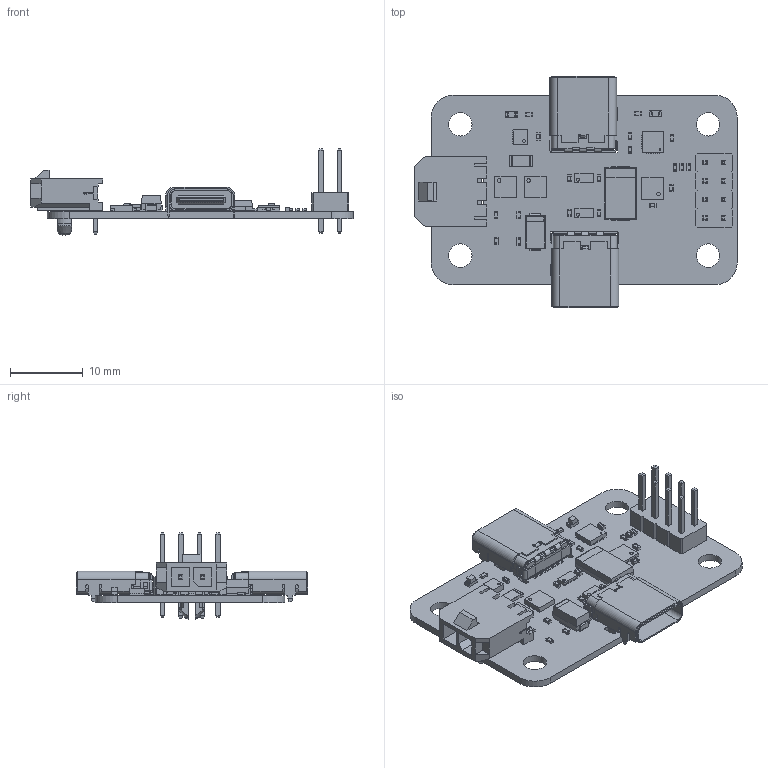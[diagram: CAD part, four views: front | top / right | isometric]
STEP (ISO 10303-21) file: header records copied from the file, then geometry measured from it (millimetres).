
FILE_DESCRIPTION(('KiCad electronic assembly'),'2;1');
FILE_NAME('Resend.step','2024-12-21T01:02:45',('Pcbnew'),('Kicad'), 'Open CASCADE STEP processor 7.6','KiCad to STEP converter','Unknown' );
FILE_SCHEMA(('AUTOMOTIVE_DESIGN { 1 0 10303 214 1 1 1 1 }'));
Length unit declared in the file: millimetre
Products named in the file (30): Resend 1; C_0402_1005Metric; LED_0603_1608Metric; DFN-8-1EP_3x3mm_P0.5mm_EP1.66x2.38mm; DFN-8-1EP_3x3mm_Pitch0.5mm; UDFN-10_1.35x2.6mm_P0.5mm; UDFN_10_135x26mm_Pitch05mm; R_0402_1005Metric; Black-436500200; COMPOUND; WQFN-16-1EP_3x3mm_P0.5mm_EP1.6x1.6mm; WQFN_16_1EP_3x3mm_P05mm_EP16x16mm; DFN-8-1EP_2x2mm_P0.5mm_EP1.05x1.75mm; DFN-8-1EP_2x2mm_Pitch0.5mm; USB_C_Receptacle_Amphenol_12401610E4-2A; PinHeader_2x04_P2.54mm_Vertical; PinHeader_2x04_P254mm_Vertical; R_1206_3216Metric; UQFN-16-1EP_3x3mm_P0.5mm_EP1.75x1.75mm; UQFN-16-1EP_3x3mm_Pitch0.5mm; CP_EIA-7343-15_Kemet-W; CP_EIA_7343_15_Kemet_W; D_SMA; _autosave-Resend_PCB
Assembly tree (50 placements, depth 3):
  Resend 1
    C_0402_1005Metric  x6
      C_0402_1005Metric
    LED_0603_1608Metric  x2
      LED_0603_1608Metric
    DFN-8-1EP_3x3mm_P0.5mm_EP1.66x2.38mm  x2
      DFN-8-1EP_3x3mm_Pitch0.5mm
    UDFN-10_1.35x2.6mm_P0.5mm  x2
      UDFN_10_135x26mm_Pitch05mm
    R_0402_1005Metric  x13
      R_0402_1005Metric
    Black-436500200
      COMPOUND
    WQFN-16-1EP_3x3mm_P0.5mm_EP1.6x1.6mm
      WQFN_16_1EP_3x3mm_P05mm_EP16x16mm
    DFN-8-1EP_2x2mm_P0.5mm_EP1.05x1.75mm
      DFN-8-1EP_2x2mm_Pitch0.5mm
    USB_C_Receptacle_Amphenol_12401610E4-2A  x2
      USB_C_Receptacle_Amphenol_12401610E4-2A
    PinHeader_2x04_P2.54mm_Vertical
      PinHeader_2x04_P254mm_Vertical
    R_1206_3216Metric
      R_1206_3216Metric
    UQFN-16-1EP_3x3mm_P0.5mm_EP1.75x1.75mm
      UQFN-16-1EP_3x3mm_Pitch0.5mm
    CP_EIA-7343-15_Kemet-W
      CP_EIA_7343_15_Kemet_W
    D_SMA
      D_SMA
    _autosave-Resend_PCB
Bounding box: 44.25 x 31.79 x 11.81 mm (x, y, z)
Volume: 1927.4 mm3; surface area: 5610.4 mm2
Topology: 113 solids, 113 shells, 2850 faces, 8330 edges, 6750 vertices
Faces by surface type: plane 2301, cylinder 481, bspline 56, cone 12
Full cylindrical faces by diameter (mm): 0.2 x1, 0.4 x5, 0.5 x3, 0.55 x4, 1 x8, 1.02 x2, 3 x1, 3.2 x4
Entity records: 69590 total; most frequent: CARTESIAN_POINT 12329, DIRECTION 9051, ORIENTED_EDGE 8644, LINE 4749, VECTOR 4749, EDGE_CURVE 4322, VERTEX_POINT 2801, AXIS2_PLACEMENT_3D 2151
